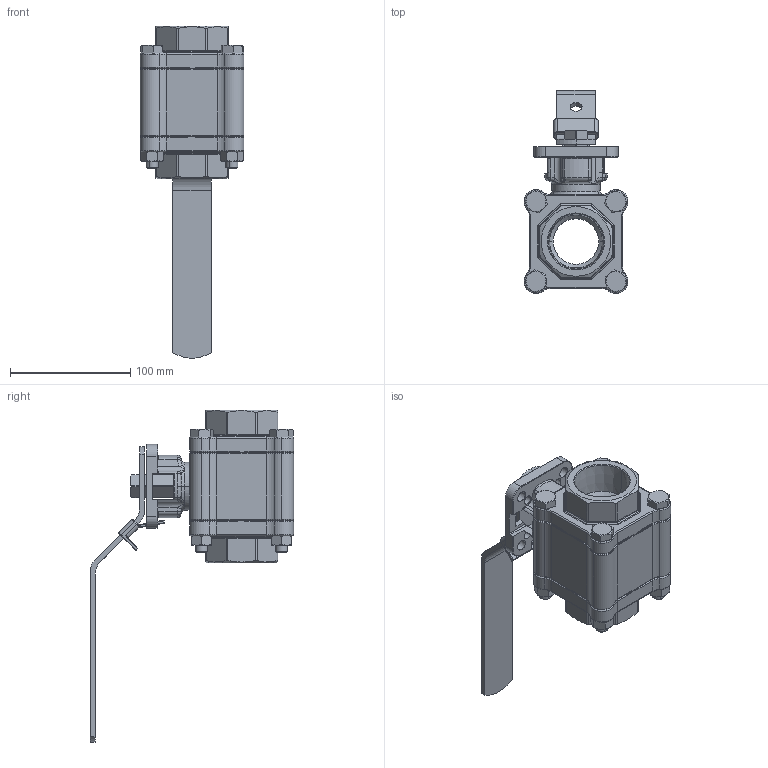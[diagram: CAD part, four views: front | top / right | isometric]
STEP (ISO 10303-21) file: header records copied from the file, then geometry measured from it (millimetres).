
FILE_DESCRIPTION (( 'STEP AP214' ), '1' );
FILE_NAME ('ZL9T10G.STEP', '2008-12-19T06:35:46', ( 'Hsu22' ), ( 'Hollings' ), 'SwSTEP 2.0', 'SolidWorks 2008', '' );
FILE_SCHEMA (( 'AUTOMOTIVE_DESIGN' ));
Length unit declared in the file: millimetre
Products named in the file (7): SDDL9T10GA2_預設; SB84T00GACN0_預設; YSHM10-96_預設; SHA0L9T10G0_預設; YNM10_預設; SAL9T10TWGADX3_預設; ZL9T10G
Assembly tree (13 placements, depth 2):
  ZL9T10G
    SB84T00GACN0_預設  x2
    YNM10_預設  x4
    SAL9T10TWGADX3_預設
    SDDL9T10GA2_預設
    YSHM10-96_預設  x4
    SHA0L9T10G0_預設
Bounding box: 86.6 x 169.3 x 276.57 mm (x, y, z)
Volume: 481279.7 mm3; surface area: 158870.2 mm2
Topology: 13 solids, 13 shells, 916 faces, 2218 edges, 1273 vertices
Faces by surface type: cylinder 331, plane 223, cone 123, torus 116, bspline 99, sphere 24
Entity records: 21687 total; most frequent: CARTESIAN_POINT 6779, DIRECTION 3201, ORIENTED_EDGE 3064, EDGE_CURVE 1532, AXIS2_PLACEMENT_3D 1320, VERTEX_POINT 911, CIRCLE 739, EDGE_LOOP 695
